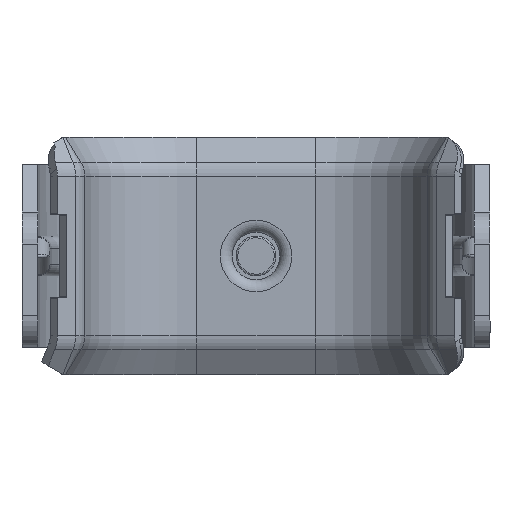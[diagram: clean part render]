
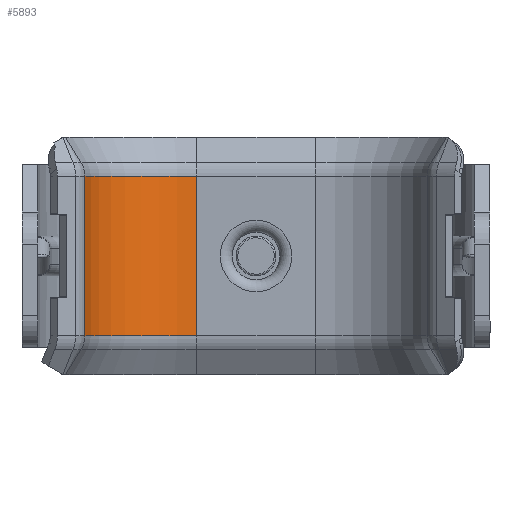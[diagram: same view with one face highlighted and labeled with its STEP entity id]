
A CAD part, left-side view. The second image highlights one B-rep face of the part: STEP entity #5893.
In plain terms, the highlighted cylindrical face has radius 14.411 mm (diameter 28.822 mm), a partial arc.
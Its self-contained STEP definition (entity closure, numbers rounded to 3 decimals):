
#587=FACE_OUTER_BOUND('',#964,.T.);
#964=EDGE_LOOP('',(#4241,#4242,#4243,#4244));
#1326=LINE('',#8871,#1734);
#1359=LINE('',#9370,#1767);
#1734=VECTOR('',#7103,10.);
#1767=VECTOR('',#7270,10.);
#2172=CIRCLE('',#6422,14.411);
#2173=CIRCLE('',#6424,14.411);
#2483=VERTEX_POINT('',#8868);
#2484=VERTEX_POINT('',#8870);
#2545=VERTEX_POINT('',#9365);
#2546=VERTEX_POINT('',#9369);
#3057=EDGE_CURVE('',#2484,#2483,#1326,.T.);
#3154=EDGE_CURVE('',#2546,#2545,#1359,.T.);
#3175=EDGE_CURVE('',#2483,#2545,#2172,.T.);
#3176=EDGE_CURVE('',#2484,#2546,#2173,.T.);
#4241=ORIENTED_EDGE('',*,*,#3057,.T.);
#4242=ORIENTED_EDGE('',*,*,#3175,.T.);
#4243=ORIENTED_EDGE('',*,*,#3154,.F.);
#4244=ORIENTED_EDGE('',*,*,#3176,.F.);
#5740=CYLINDRICAL_SURFACE('',#6423,14.411);
#5893=ADVANCED_FACE('',(#587),#5740,.F.);
#6422=AXIS2_PLACEMENT_3D('',#9434,#7324,#7325);
#6423=AXIS2_PLACEMENT_3D('',#9435,#7326,#7327);
#6424=AXIS2_PLACEMENT_3D('',#9436,#7328,#7329);
#7103=DIRECTION('',(-1.,0.,0.));
#7270=DIRECTION('',(-1.,0.,0.));
#7324=DIRECTION('center_axis',(-1.,0.,0.));
#7325=DIRECTION('ref_axis',(0.,0.766,-0.643));
#7326=DIRECTION('center_axis',(-1.,0.,0.));
#7327=DIRECTION('ref_axis',(0.,0.462,0.887));
#7328=DIRECTION('center_axis',(-1.,0.,0.));
#7329=DIRECTION('ref_axis',(0.,0.766,-0.643));
#8868=CARTESIAN_POINT('',(-25.025,-10.809,-34.662));
#8870=CARTESIAN_POINT('',(-4.975,-10.809,-34.662));
#8871=CARTESIAN_POINT('',(-25.025,-10.809,-34.662));
#9365=CARTESIAN_POINT('',(-25.025,-28.506,-38.179));
#9369=CARTESIAN_POINT('',(-4.975,-28.506,-38.179));
#9370=CARTESIAN_POINT('',(-25.025,-28.506,-38.179));
#9434=CARTESIAN_POINT('Origin',(-25.025,-21.848,-25.398));
#9435=CARTESIAN_POINT('Origin',(-15.,-21.848,-25.398));
#9436=CARTESIAN_POINT('Origin',(-4.975,-21.848,-25.398));
